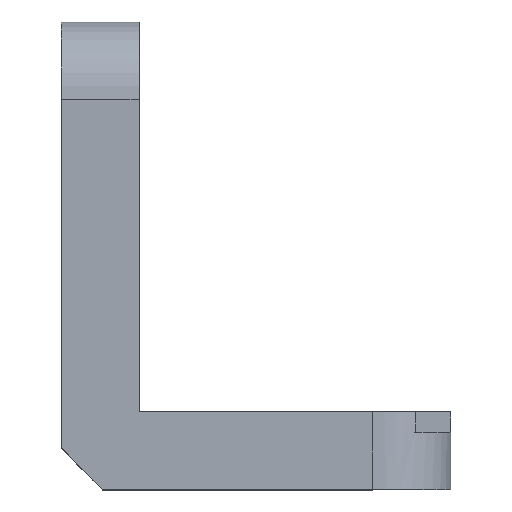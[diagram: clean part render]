
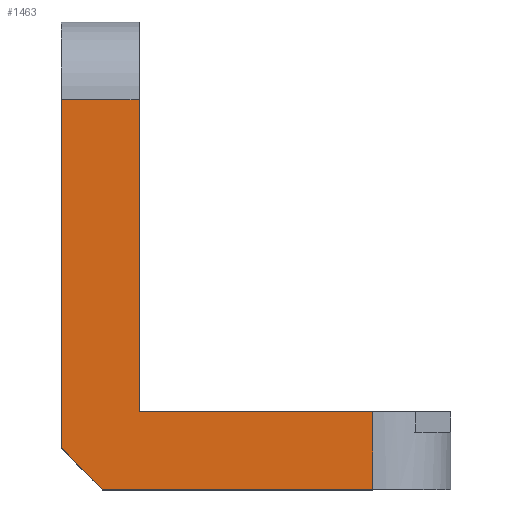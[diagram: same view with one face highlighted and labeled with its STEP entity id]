
A CAD part, top view. The second image highlights one B-rep face of the part: STEP entity #1463.
In plain terms, the highlighted planar face has unit normal (0, 0, 1).
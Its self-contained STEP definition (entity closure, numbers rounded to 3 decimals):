
#17 = EDGE_CURVE ( 'NONE', #1683, #364, #677, .T. ) ;
#72 = VERTEX_POINT ( 'NONE', #861 ) ;
#126 = VECTOR ( 'NONE', #1006, 1000. ) ;
#175 = DIRECTION ( 'NONE',  ( 0., 1., 0. ) ) ;
#278 = DIRECTION ( 'NONE',  ( -1., 0., 0. ) ) ;
#289 = FACE_OUTER_BOUND ( 'NONE', #2549, .T. ) ;
#331 = VERTEX_POINT ( 'NONE', #2726 ) ;
#364 = VERTEX_POINT ( 'NONE', #1685 ) ;
#381 = DIRECTION ( 'NONE',  ( 1., 0., 0. ) ) ;
#400 = LINE ( 'NONE', #1539, #2199 ) ;
#480 = LINE ( 'NONE', #683, #1583 ) ;
#645 = ORIENTED_EDGE ( 'NONE', *, *, #17, .T. ) ;
#677 = LINE ( 'NONE', #2347, #1883 ) ;
#683 = CARTESIAN_POINT ( 'NONE',  ( 0., 15., 6. ) ) ;
#765 = ORIENTED_EDGE ( 'NONE', *, *, #2720, .T. ) ;
#782 = CARTESIAN_POINT ( 'NONE',  ( -12., 3., 6. ) ) ;
#794 = LINE ( 'NONE', #2562, #2705 ) ;
#840 = ORIENTED_EDGE ( 'NONE', *, *, #2483, .T. ) ;
#846 = VERTEX_POINT ( 'NONE', #1175 ) ;
#861 = CARTESIAN_POINT ( 'NONE',  ( -3., 0., 6. ) ) ;
#886 = EDGE_CURVE ( 'NONE', #72, #1787, #1915, .T. ) ;
#936 = EDGE_CURVE ( 'NONE', #331, #846, #400, .T. ) ;
#999 = CARTESIAN_POINT ( 'NONE',  ( -15., 1.6, 6. ) ) ;
#1006 = DIRECTION ( 'NONE',  ( -1., 0., 0. ) ) ;
#1091 = DIRECTION ( 'NONE',  ( -1., 0., 0. ) ) ;
#1128 = ORIENTED_EDGE ( 'NONE', *, *, #936, .T. ) ;
#1175 = CARTESIAN_POINT ( 'NONE',  ( -12., 15., 6. ) ) ;
#1220 = ORIENTED_EDGE ( 'NONE', *, *, #2366, .T. ) ;
#1313 = CARTESIAN_POINT ( 'NONE',  ( -15., 0., 6. ) ) ;
#1379 = LINE ( 'NONE', #782, #126 ) ;
#1389 = AXIS2_PLACEMENT_3D ( 'NONE', #2048, #2463, #278 ) ;
#1401 = PLANE ( 'NONE',  #1389 ) ;
#1463 = ADVANCED_FACE ( 'NONE', ( #289 ), #1401, .F. ) ;
#1524 = VECTOR ( 'NONE', #175, 1000. ) ;
#1539 = CARTESIAN_POINT ( 'NONE',  ( -12., 18., 6. ) ) ;
#1583 = VECTOR ( 'NONE', #1091, 1000. ) ;
#1584 = DIRECTION ( 'NONE',  ( 0., -1., 0. ) ) ;
#1683 = VERTEX_POINT ( 'NONE', #999 ) ;
#1685 = CARTESIAN_POINT ( 'NONE',  ( -13.4, 0., 6. ) ) ;
#1787 = VERTEX_POINT ( 'NONE', #1976 ) ;
#1864 = VERTEX_POINT ( 'NONE', #2096 ) ;
#1883 = VECTOR ( 'NONE', #1964, 1000. ) ;
#1915 = LINE ( 'NONE', #2779, #1524 ) ;
#1935 = VECTOR ( 'NONE', #1584, 1000. ) ;
#1950 = ORIENTED_EDGE ( 'NONE', *, *, #886, .T. ) ;
#1964 = DIRECTION ( 'NONE',  ( 0.707, -0.707, 0. ) ) ;
#1976 = CARTESIAN_POINT ( 'NONE',  ( -3., 3., 6. ) ) ;
#2014 = LINE ( 'NONE', #1313, #1935 ) ;
#2048 = CARTESIAN_POINT ( 'NONE',  ( 0., 0., 6. ) ) ;
#2096 = CARTESIAN_POINT ( 'NONE',  ( -15., 15., 6. ) ) ;
#2199 = VECTOR ( 'NONE', #2338, 1000. ) ;
#2333 = ORIENTED_EDGE ( 'NONE', *, *, #2579, .T. ) ;
#2338 = DIRECTION ( 'NONE',  ( 0., 1., 0. ) ) ;
#2347 = CARTESIAN_POINT ( 'NONE',  ( -13.4, 0., 6. ) ) ;
#2366 = EDGE_CURVE ( 'NONE', #1864, #1683, #2014, .T. ) ;
#2463 = DIRECTION ( 'NONE',  ( 0., 0., -1. ) ) ;
#2483 = EDGE_CURVE ( 'NONE', #1787, #331, #1379, .T. ) ;
#2549 = EDGE_LOOP ( 'NONE', ( #2333, #1950, #840, #1128, #765, #1220, #645 ) ) ;
#2562 = CARTESIAN_POINT ( 'NONE',  ( 0., 0., 6. ) ) ;
#2579 = EDGE_CURVE ( 'NONE', #364, #72, #794, .T. ) ;
#2705 = VECTOR ( 'NONE', #381, 1000. ) ;
#2720 = EDGE_CURVE ( 'NONE', #846, #1864, #480, .T. ) ;
#2726 = CARTESIAN_POINT ( 'NONE',  ( -12., 3., 6. ) ) ;
#2779 = CARTESIAN_POINT ( 'NONE',  ( -3., 0., 6. ) ) ;
